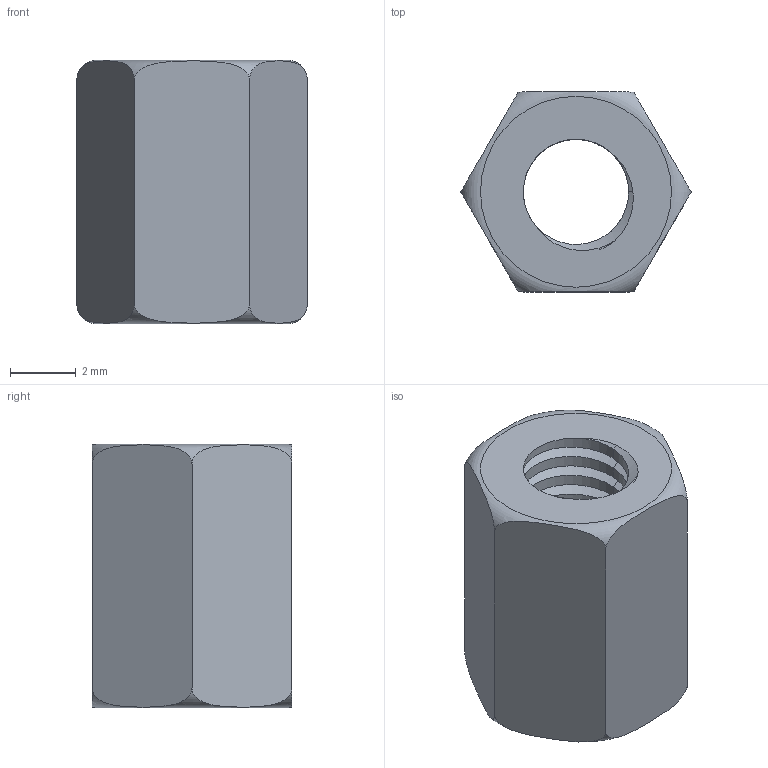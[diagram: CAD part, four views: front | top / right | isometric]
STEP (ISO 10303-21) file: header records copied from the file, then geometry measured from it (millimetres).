
FILE_DESCRIPTION(('FreeCAD Model'),'2;1');
FILE_NAME('Spacer hex M4x8.step', '2016-11-10T23:36:08',('Author'),(''), 'Open CASCADE STEP processor 6.8','FreeCAD','Unknown');
FILE_SCHEMA(('AUTOMOTIVE_DESIGN_CC2 { 1 2 10303 214 -1 1 5 4 }'));
Length unit declared in the file: millimetre
Products named in the file (2): ASSEMBLY; Spacer_Hex
Assembly tree (1 placements, depth 2):
  ASSEMBLY
    Spacer_Hex
Bounding box: 7 x 6.06 x 8 mm (x, y, z)
Volume: 183.3 mm3; surface area: 339 mm2
Topology: 1 solids, 1 shells, 48 faces, 102 edges, 56 vertices
Faces by surface type: bspline 25, cylinder 13, plane 8, torus 2
Full cylindrical faces by diameter (mm): 3.2 x11
Entity records: 20124 total; most frequent: CARTESIAN_POINT 18417, ORIENTED_EDGE 204, PCURVE 204, DEFINITIONAL_REPRESENTATION 204, B_SPLINE_CURVE_WITH_KNOTS 200, DIRECTION 163, EDGE_CURVE 102, SURFACE_CURVE 100
